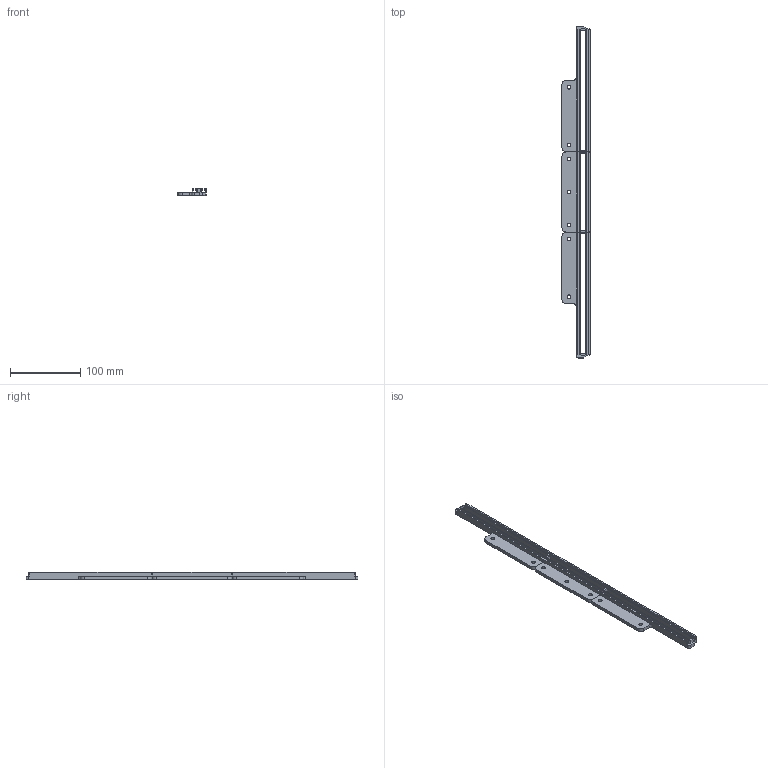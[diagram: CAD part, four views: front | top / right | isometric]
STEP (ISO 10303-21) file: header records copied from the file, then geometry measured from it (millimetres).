
FILE_DESCRIPTION(/* description */ (''),/* implementation_level */ '2;1');
FILE_NAME(/* name */ 'panel_mounts _top_bottom.step',/* time_stamp */ '2025-06-05T19:18:30-04:00',/* author */ (''),/* organization */ (''),/* preprocessor_version */ 'ST-DEVELOPER v20.1',/* originating_system */ 'Autodesk Translation Framework v14.10.0.0',/* authorisation */ '');
FILE_SCHEMA (('AUTOMOTIVE_DESIGN { 1 0 10303 214 3 1 1 }'));
Length unit declared in the file: millimetre
Products named in the file (4): Panel Mounts; [a]_side_channel_a_x7; [a]_center_channel_x7; [a]_side_channel_b_x7
Assembly tree (3 placements, depth 2):
  Panel Mounts
    [a]_side_channel_a_x7
    [a]_center_channel_x7
    [a]_side_channel_b_x7
Bounding box: 40 x 472.5 x 10 mm (x, y, z)
Volume: 80341 mm3; surface area: 54927.1 mm2
Topology: 3 solids, 3 shells, 200 faces, 515 edges, 321 vertices
Faces by surface type: plane 100, cylinder 65, cone 35
Full cylindrical faces by diameter (mm): 5.4 x7
Entity records: 6192 total; most frequent: DIRECTION 1094, CARTESIAN_POINT 1043, ORIENTED_EDGE 1030, EDGE_CURVE 515, AXIS2_PLACEMENT_3D 372, LINE 350, VECTOR 350, VERTEX_POINT 321
